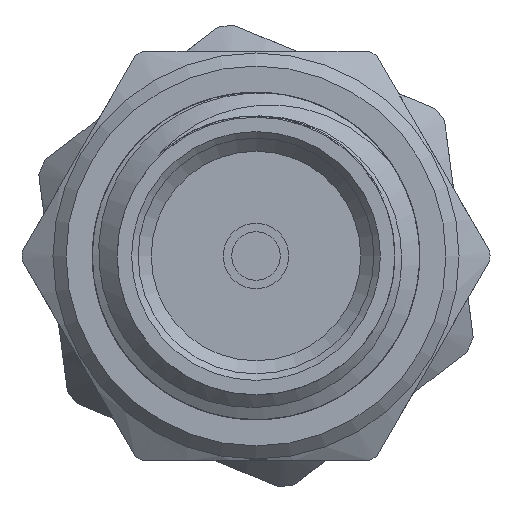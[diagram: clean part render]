
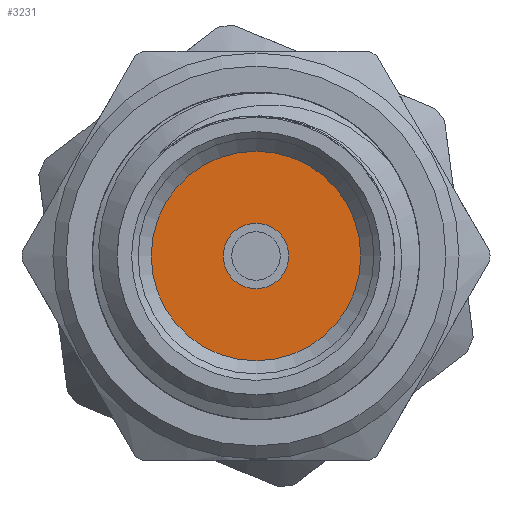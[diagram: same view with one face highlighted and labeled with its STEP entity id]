
A CAD part, left-side view. The second image highlights one B-rep face of the part: STEP entity #3231.
In plain terms, the highlighted planar face has unit normal (-1, 0, 0).
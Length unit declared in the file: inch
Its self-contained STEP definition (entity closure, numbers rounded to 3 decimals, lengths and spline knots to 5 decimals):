
#83 = CARTESIAN_POINT ( 'NONE',  ( 0.08, 0., 0.025 ) ) ;
#190 = DIRECTION ( 'NONE',  ( -1., 0., 0. ) ) ;
#739 = ORIENTED_EDGE ( 'NONE', *, *, #2404, .F. ) ;
#778 = DIRECTION ( 'NONE',  ( 0., 0., 1. ) ) ;
#819 = DIRECTION ( 'NONE',  ( -1., 0., 0. ) ) ;
#871 = FACE_BOUND ( 'NONE', #2048, .T. ) ;
#1653 = PLANE ( 'NONE',  #4086 ) ;
#1743 = VERTEX_POINT ( 'NONE', #2277 ) ;
#1941 = CARTESIAN_POINT ( 'NONE',  ( 0.08, 0., 0. ) ) ;
#2048 = EDGE_LOOP ( 'NONE', ( #739 ) ) ;
#2267 = AXIS2_PLACEMENT_3D ( 'NONE', #3051, #4454, #5281 ) ;
#2277 = CARTESIAN_POINT ( 'NONE',  ( 0.08, 0., 0.08 ) ) ;
#2404 = EDGE_CURVE ( 'NONE', #2567, #2567, #5441, .T. ) ;
#2567 = VERTEX_POINT ( 'NONE', #83 ) ;
#3051 = CARTESIAN_POINT ( 'NONE',  ( 0.08, 0., 0. ) ) ;
#3231 = ADVANCED_FACE ( 'NONE', ( #3810, #871 ), #1653, .T. ) ;
#3273 = EDGE_LOOP ( 'NONE', ( #4915 ) ) ;
#3302 = CIRCLE ( 'NONE', #3783, 0.08 ) ;
#3756 = DIRECTION ( 'NONE',  ( 0., 0., 1. ) ) ;
#3783 = AXIS2_PLACEMENT_3D ( 'NONE', #1941, #190, #3756 ) ;
#3810 = FACE_OUTER_BOUND ( 'NONE', #3273, .T. ) ;
#4086 = AXIS2_PLACEMENT_3D ( 'NONE', #5625, #819, #778 ) ;
#4454 = DIRECTION ( 'NONE',  ( -1., 0., 0. ) ) ;
#4915 = ORIENTED_EDGE ( 'NONE', *, *, #5385, .T. ) ;
#5281 = DIRECTION ( 'NONE',  ( 0., 0., 1. ) ) ;
#5385 = EDGE_CURVE ( 'NONE', #1743, #1743, #3302, .T. ) ;
#5441 = CIRCLE ( 'NONE', #2267, 0.025 ) ;
#5625 = CARTESIAN_POINT ( 'NONE',  ( 0.08, 0., 0. ) ) ;
